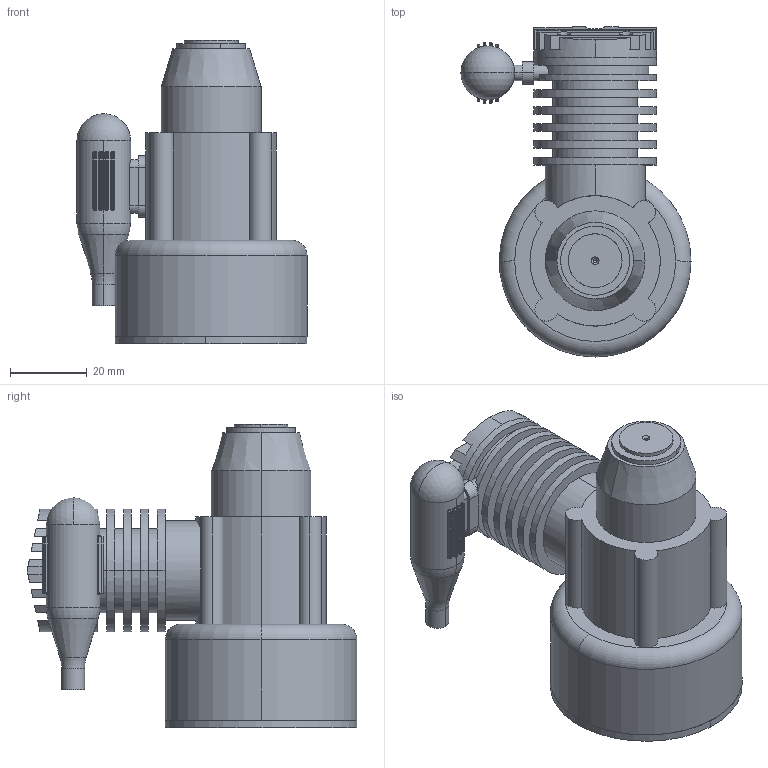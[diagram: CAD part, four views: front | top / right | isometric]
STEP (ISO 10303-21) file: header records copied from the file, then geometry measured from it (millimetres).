
FILE_DESCRIPTION (( 'STEP AP203' ), '1' );
FILE_NAME ('engine assembly.STEP', '2020-04-17T15:33:13', ( '' ), ( '' ), 'SwSTEP 2.0', 'SolidWorks 2013', '' );
FILE_SCHEMA (( 'CONFIG_CONTROL_DESIGN' ));
Length unit declared in the file: millimetre
Products named in the file (12): cylinder head_10; engine assembly; cylinder_9; bolt_6; ram_5; rod_4; tank_7; body_1; bush_2; cap_8; exhaust_10; crank_3
Assembly tree (11 placements, depth 2):
  engine assembly
    body_1
    bush_2
    crank_3
    rod_4
    bolt_6
    cylinder_9
    tank_7
    cap_8
    cylinder head_10
    ram_5
    exhaust_10
Bounding box: 60 x 86 x 79.2 mm (x, y, z)
Volume: 54000.1 mm3; surface area: 55694.1 mm2
Topology: 12 solids, 12 shells, 657 faces, 1564 edges, 922 vertices
Faces by surface type: cylinder 284, plane 172, cone 60, bspline 60, torus 45, sphere 36
Entity records: 21823 total; most frequent: CARTESIAN_POINT 5690, DIRECTION 3250, ORIENTED_EDGE 3018, EDGE_CURVE 1509, AXIS2_PLACEMENT_3D 1329, VERTEX_POINT 922, EDGE_LOOP 751, CIRCLE 718
